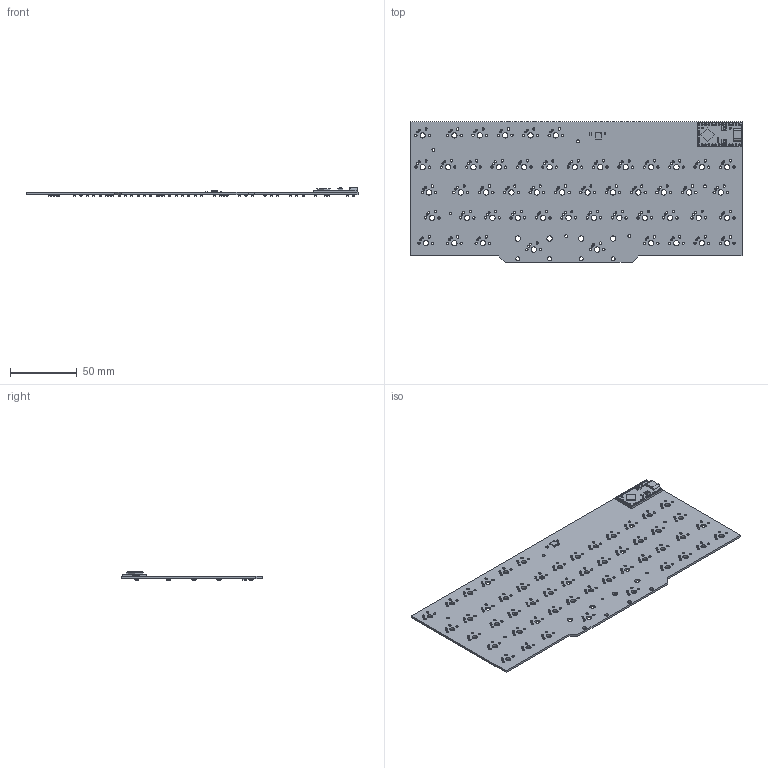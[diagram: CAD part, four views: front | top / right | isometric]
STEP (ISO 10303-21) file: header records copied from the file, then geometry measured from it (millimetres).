
FILE_DESCRIPTION(('KiCad electronic assembly'),'2;1');
FILE_NAME('shrimple_pcb_5.step','2025-01-28T12:48:29',('Pcbnew'),( 'Kicad'),'Open CASCADE STEP processor 7.8','KiCad to STEP converter' ,'Unknown');
FILE_SCHEMA(('AUTOMOTIVE_DESIGN { 1 0 10303 214 1 1 1 1 }'));
Length unit declared in the file: millimetre
Products named in the file (12): shrimple_pcb_5 1; C_0603_1608Metric; R_0805_2012Metric; COM-16347_SPK; part; pro_micro_rp2040; ProMicroRP2040 - 3D v15; D_SOD-123; D_SOD_123; shrimple_PCB
Assembly tree (62 placements, depth 3):
  shrimple_pcb_5 1
    C_0603_1608Metric
      C_0603_1608Metric
    R_0805_2012Metric
      R_0805_2012Metric
    COM-16347_SPK
      part
    pro_micro_rp2040
      ProMicroRP2040 - 3D v15
    D_SOD-123  x52
      D_SOD_123
    shrimple_PCB
Bounding box: 249.2 x 105.6 x 6.45 mm (x, y, z)
Volume: 40154.5 mm3; surface area: 56746.9 mm2
Topology: 103 solids, 103 shells, 4297 faces, 10200 edges, 6164 vertices
Faces by surface type: plane 1925, bspline 1352, cylinder 1020
Full cylindrical faces by diameter (mm): 0.25 x1, 0.762 x26, 0.95 x70, 1.4 x35, 1.47 x104, 1.75 x104, 1.8 x2, 2.2 x6, 3.048 x4, 3.988 x56
Entity records: 30922 total; most frequent: DIRECTION 5261, CARTESIAN_POINT 4770, ORIENTED_EDGE 4488, EDGE_CURVE 2244, AXIS2_PLACEMENT_3D 2133, FACE_BOUND 1728, EDGE_LOOP 1728, VERTEX_POINT 1472
